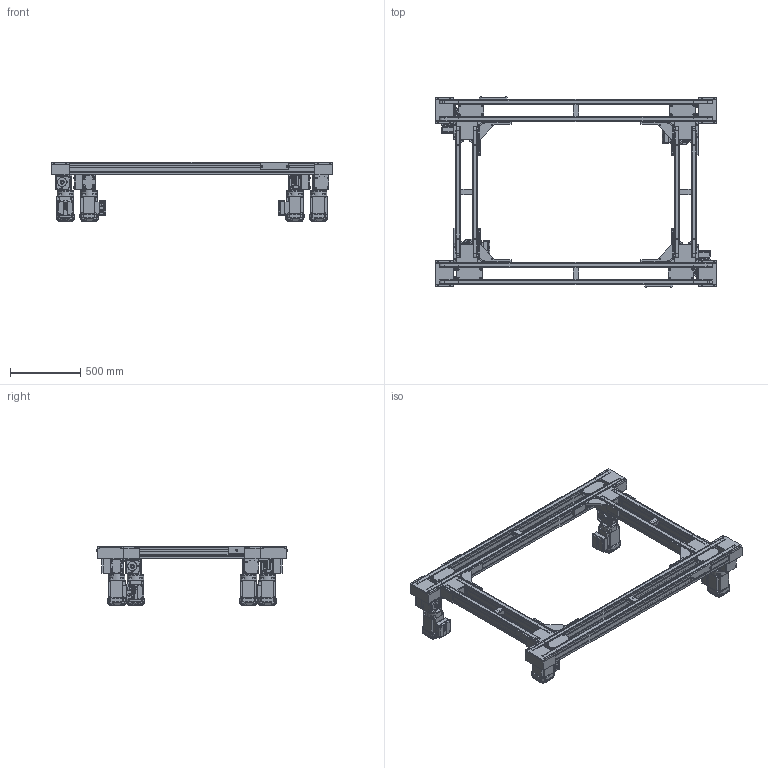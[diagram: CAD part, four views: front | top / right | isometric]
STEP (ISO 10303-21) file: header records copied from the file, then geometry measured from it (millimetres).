
FILE_DESCRIPTION(('STEP AP203'),'1');
FILE_NAME('Boucle 1000x2000 palette 200.stp','2025-07-21T10:11:08',(' '),(' '),'Spatial InterOp 3D',' ',' ');
FILE_SCHEMA(('CONFIG_CONTROL_DESIGN'));
Length unit declared in the file: millimetre
Products named in the file (1): Boucle 1000x2000 palette 200
Bounding box: 2000 x 1356 x 425.5 mm (x, y, z)
Surface area: 7658342.9 mm2 (no closed solid volume)
Topology: 0 solids, 523 shells, 4452 faces, 15813 edges, 11560 vertices
Faces by surface type: plane 3128, cylinder 1013, cone 152, bspline 147, sphere 8, torus 4
Full cylindrical faces by diameter (mm): 3 x8, 6 x34, 6.6 x16, 7.5 x24, 8 x26, 8.5 x16, 10 x36, 11 x4, 11.34 x16, 13 x40, 15 x32, 16 x8, 20 x4, 28 x4, 30 x4, 117 x4
Entity records: 183274 total; most frequent: CARTESIAN_POINT 50751, DIRECTION 27046, ORIENTED_EDGE 24294, EDGE_CURVE 15479, VERTEX_POINT 11526, LINE 11196, VECTOR 11196, AXIS2_PLACEMENT_3D 7925
